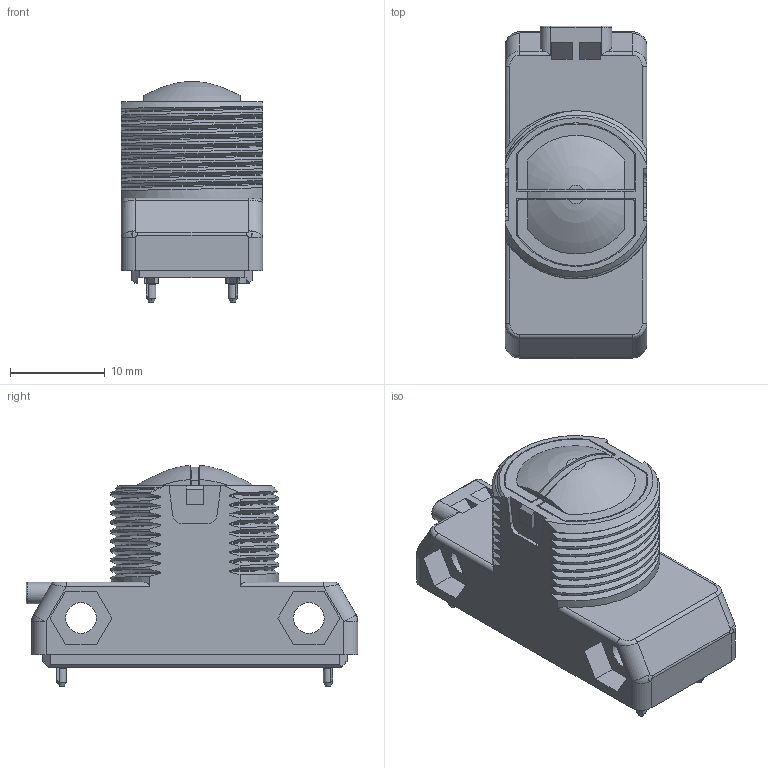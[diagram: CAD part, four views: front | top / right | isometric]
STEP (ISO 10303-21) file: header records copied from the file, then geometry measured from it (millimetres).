
FILE_DESCRIPTION((''),'2;1');
FILE_NAME('139445_SW','2008-05-05T',('banengservice'),('BANNER ENGINEERING'),'PRO/ENGINEER BY PARAMETRIC TECHNOLOGY CORPORATION, 2006170','PRO/ENGINEER BY PARAMETRIC TECHNOLOGY CORPORATION, 2006170','');
FILE_SCHEMA(('CONFIG_CONTROL_DESIGN'));
Length unit declared in the file: inch
Products named in the file (1): 139445_SW
Bounding box: 15 x 35.11 x 23.3 mm (x, y, z)
Volume: 4123.9 mm3; surface area: 5075.1 mm2
Topology: 1 solids, 1 shells, 581 faces, 1533 edges, 967 vertices
Faces by surface type: plane 285, cylinder 151, bspline 87, torus 33, cone 13, sphere 6, revolution 6
Entity records: 23595 total; most frequent: CARTESIAN_POINT 9825, ORIENTED_EDGE 3054, DIRECTION 2552, EDGE_CURVE 1527, VERTEX_POINT 967, VECTOR 912, LINE 912, AXIS2_PLACEMENT_3D 817
